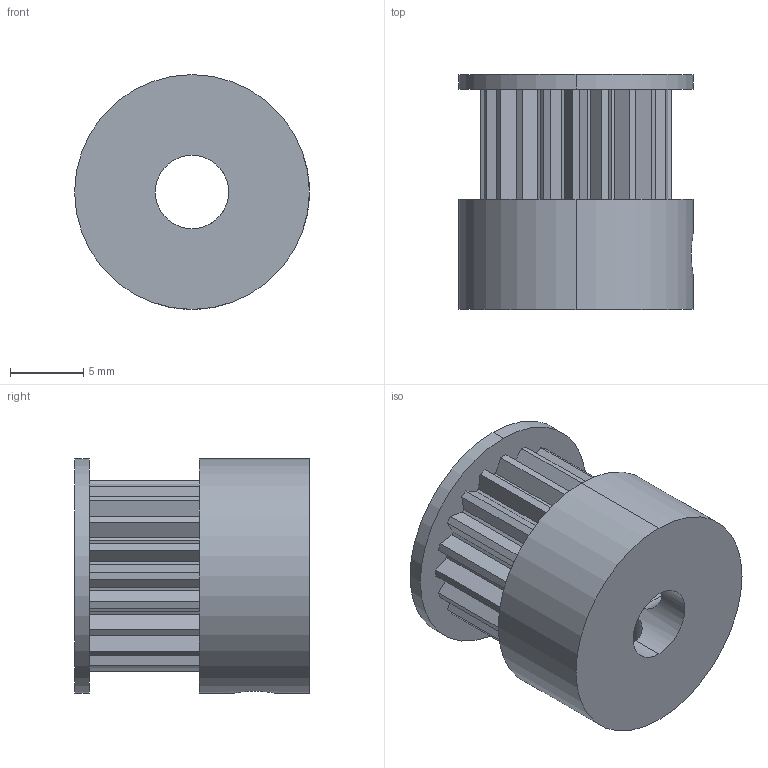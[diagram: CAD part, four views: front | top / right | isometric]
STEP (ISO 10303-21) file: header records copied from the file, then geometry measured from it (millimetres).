
FILE_DESCRIPTION (( 'STEP AP214' ), '1' );
FILE_NAME ('poulie 5mm 20 dents.STEP', '2021-03-10T09:06:12', ( '' ), ( '' ), 'SwSTEP 2.0', 'SolidWorks 2016', '' );
FILE_SCHEMA (( 'AUTOMOTIVE_DESIGN' ));
Length unit declared in the file: millimetre
Products named in the file (1): poulie 5mm 20 dents
Bounding box: 16 x 16 x 16 mm (x, y, z)
Volume: 2178.7 mm3; surface area: 1749.1 mm2
Topology: 1 solids, 1 shells, 94 faces, 276 edges, 184 vertices
Faces by surface type: plane 64, cylinder 30
Entity records: 3340 total; most frequent: CARTESIAN_POINT 761, ORIENTED_EDGE 552, DIRECTION 506, EDGE_CURVE 276, VECTOR 212, LINE 212, VERTEX_POINT 184, AXIS2_PLACEMENT_3D 147
